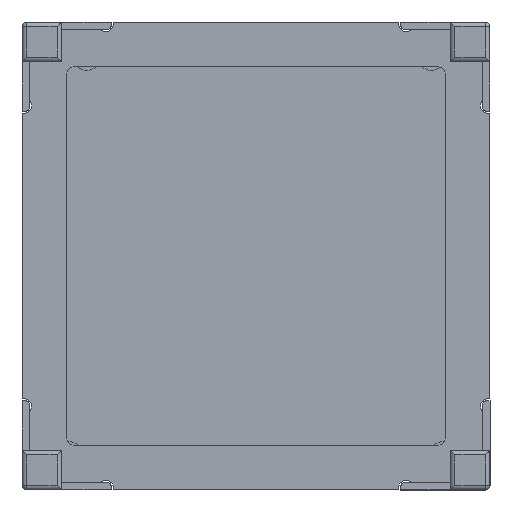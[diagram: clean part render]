
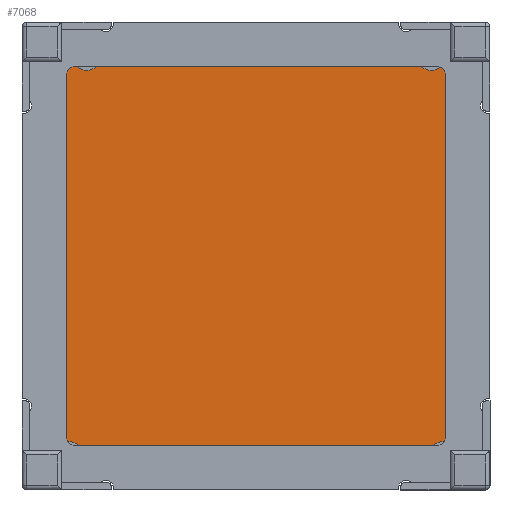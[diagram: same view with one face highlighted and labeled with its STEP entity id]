
A CAD part, front view. The second image highlights one B-rep face of the part: STEP entity #7068.
In plain terms, the highlighted face is planar.
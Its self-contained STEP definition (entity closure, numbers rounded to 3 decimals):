
#69 = LINE ( 'NONE', #4120, #3090 ) ;
#226 = EDGE_LOOP ( 'NONE', ( #11466, #11516 ) ) ;
#291 = EDGE_CURVE ( 'NONE', #3265, #15903, #6171, .T. ) ;
#364 = VERTEX_POINT ( 'NONE', #10254 ) ;
#450 = EDGE_CURVE ( 'NONE', #3277, #12413, #11607, .T. ) ;
#541 = ORIENTED_EDGE ( 'NONE', *, *, #13560, .F. ) ;
#761 = PLANE ( 'NONE',  #7469 ) ;
#767 = VECTOR ( 'NONE', #16591, 1000. ) ;
#1086 = DIRECTION ( 'NONE',  ( 1., 0., 0. ) ) ;
#1167 = CARTESIAN_POINT ( 'NONE',  ( 47.942, 45.085, 1.6 ) ) ;
#1239 = CARTESIAN_POINT ( 'NONE',  ( 39.687, 40.005, 1.6 ) ) ;
#1678 = DIRECTION ( 'NONE',  ( 0., 0., 1. ) ) ;
#1692 = CARTESIAN_POINT ( 'NONE',  ( -47.942, -45.085, 1.6 ) ) ;
#1719 = CIRCLE ( 'NONE', #3126, 3.175 ) ;
#1945 = VERTEX_POINT ( 'NONE', #2135 ) ;
#1994 = EDGE_CURVE ( 'NONE', #15903, #3265, #2848, .T. ) ;
#2037 = EDGE_LOOP ( 'NONE', ( #13388, #4530 ) ) ;
#2125 = CARTESIAN_POINT ( 'NONE',  ( 42.862, -40.005, 1.6 ) ) ;
#2135 = CARTESIAN_POINT ( 'NONE',  ( -47.942, -45.085, 1.6 ) ) ;
#2675 = DIRECTION ( 'NONE',  ( 0., 0., 1. ) ) ;
#2762 = CARTESIAN_POINT ( 'NONE',  ( 47.943, -45.085, 1.6 ) ) ;
#2848 = CIRCLE ( 'NONE', #16551, 3.175 ) ;
#2860 = CARTESIAN_POINT ( 'NONE',  ( -46.038, 37.465, 1.6 ) ) ;
#3090 = VECTOR ( 'NONE', #9470, 1000. ) ;
#3126 = AXIS2_PLACEMENT_3D ( 'NONE', #2125, #6144, #12469 ) ;
#3173 = EDGE_CURVE ( 'NONE', #12413, #3277, #7040, .T. ) ;
#3187 = LINE ( 'NONE', #1692, #767 ) ;
#3265 = VERTEX_POINT ( 'NONE', #11976 ) ;
#3277 = VERTEX_POINT ( 'NONE', #8362 ) ;
#3323 = FACE_OUTER_BOUND ( 'NONE', #5023, .T. ) ;
#3337 = CARTESIAN_POINT ( 'NONE',  ( -42.862, -36.195, 1.6 ) ) ;
#3415 = FACE_BOUND ( 'NONE', #226, .T. ) ;
#3526 = AXIS2_PLACEMENT_3D ( 'NONE', #4401, #1678, #8427 ) ;
#3664 = CARTESIAN_POINT ( 'NONE',  ( -47.943, 45.085, 1.6 ) ) ;
#3750 = CARTESIAN_POINT ( 'NONE',  ( 47.942, 45.085, 1.6 ) ) ;
#3794 = EDGE_CURVE ( 'NONE', #10233, #4464, #1719, .T. ) ;
#3878 = CIRCLE ( 'NONE', #8083, 3.175 ) ;
#4120 = CARTESIAN_POINT ( 'NONE',  ( -47.943, 45.085, 1.6 ) ) ;
#4229 = AXIS2_PLACEMENT_3D ( 'NONE', #13032, #2675, #1086 ) ;
#4401 = CARTESIAN_POINT ( 'NONE',  ( 42.862, 40.005, 1.6 ) ) ;
#4464 = VERTEX_POINT ( 'NONE', #14540 ) ;
#4501 = DIRECTION ( 'NONE',  ( 0., 0., 1. ) ) ;
#4530 = ORIENTED_EDGE ( 'NONE', *, *, #1994, .F. ) ;
#4642 = DIRECTION ( 'NONE',  ( 1., 0., 0. ) ) ;
#4849 = CARTESIAN_POINT ( 'NONE',  ( -42.862, -36.195, 1.6 ) ) ;
#4971 = DIRECTION ( 'NONE',  ( -1., 0., 0. ) ) ;
#4986 = VERTEX_POINT ( 'NONE', #1239 ) ;
#5023 = EDGE_LOOP ( 'NONE', ( #13960, #12375, #15504, #16318 ) ) ;
#5466 = CIRCLE ( 'NONE', #3526, 3.175 ) ;
#6100 = AXIS2_PLACEMENT_3D ( 'NONE', #6649, #10677, #9364 ) ;
#6115 = CARTESIAN_POINT ( 'NONE',  ( 0., 0., 1.6 ) ) ;
#6144 = DIRECTION ( 'NONE',  ( 0., 0., 1. ) ) ;
#6171 = CIRCLE ( 'NONE', #9556, 3.175 ) ;
#6576 = ORIENTED_EDGE ( 'NONE', *, *, #7726, .F. ) ;
#6649 = CARTESIAN_POINT ( 'NONE',  ( 42.862, 40.005, 1.6 ) ) ;
#7040 = CIRCLE ( 'NONE', #4229, 3.175 ) ;
#7068 = ADVANCED_FACE ( 'NONE', ( #15340, #3415, #3323, #8653, #15512 ), #761, .T. ) ;
#7168 = VERTEX_POINT ( 'NONE', #3750 ) ;
#7469 = AXIS2_PLACEMENT_3D ( 'NONE', #6115, #11465, #10159 ) ;
#7726 = EDGE_CURVE ( 'NONE', #4986, #364, #5466, .T. ) ;
#8051 = EDGE_LOOP ( 'NONE', ( #541, #6576 ) ) ;
#8083 = AXIS2_PLACEMENT_3D ( 'NONE', #8614, #4501, #11244 ) ;
#8258 = CARTESIAN_POINT ( 'NONE',  ( -47.943, 45.085, 1.6 ) ) ;
#8362 = CARTESIAN_POINT ( 'NONE',  ( -39.688, 37.465, 1.6 ) ) ;
#8427 = DIRECTION ( 'NONE',  ( 1., 0., 0. ) ) ;
#8614 = CARTESIAN_POINT ( 'NONE',  ( 42.862, -40.005, 1.6 ) ) ;
#8653 = FACE_BOUND ( 'NONE', #2037, .T. ) ;
#8708 = EDGE_CURVE ( 'NONE', #9349, #7168, #13200, .T. ) ;
#9084 = ORIENTED_EDGE ( 'NONE', *, *, #3173, .F. ) ;
#9295 = CARTESIAN_POINT ( 'NONE',  ( 46.037, -40.005, 1.6 ) ) ;
#9349 = VERTEX_POINT ( 'NONE', #2762 ) ;
#9364 = DIRECTION ( 'NONE',  ( 1., 0., 0. ) ) ;
#9470 = DIRECTION ( 'NONE',  ( 0., -1., 0. ) ) ;
#9485 = EDGE_CURVE ( 'NONE', #4464, #10233, #3878, .T. ) ;
#9556 = AXIS2_PLACEMENT_3D ( 'NONE', #3337, #16653, #4642 ) ;
#9642 = AXIS2_PLACEMENT_3D ( 'NONE', #15590, #16901, #16981 ) ;
#9741 = CIRCLE ( 'NONE', #6100, 3.175 ) ;
#10159 = DIRECTION ( 'NONE',  ( 1., 0., 0. ) ) ;
#10198 = DIRECTION ( 'NONE',  ( 0., 0., 1. ) ) ;
#10233 = VERTEX_POINT ( 'NONE', #9295 ) ;
#10254 = CARTESIAN_POINT ( 'NONE',  ( 46.037, 40.005, 1.6 ) ) ;
#10378 = DIRECTION ( 'NONE',  ( 0., 1., 0. ) ) ;
#10677 = DIRECTION ( 'NONE',  ( 0., 0., 1. ) ) ;
#11060 = VERTEX_POINT ( 'NONE', #8258 ) ;
#11244 = DIRECTION ( 'NONE',  ( 1., 0., 0. ) ) ;
#11465 = DIRECTION ( 'NONE',  ( 0., 0., 1. ) ) ;
#11466 = ORIENTED_EDGE ( 'NONE', *, *, #3794, .F. ) ;
#11516 = ORIENTED_EDGE ( 'NONE', *, *, #9485, .F. ) ;
#11526 = EDGE_CURVE ( 'NONE', #11060, #1945, #69, .T. ) ;
#11607 = CIRCLE ( 'NONE', #9642, 3.175 ) ;
#11976 = CARTESIAN_POINT ( 'NONE',  ( -39.688, -36.195, 1.6 ) ) ;
#12375 = ORIENTED_EDGE ( 'NONE', *, *, #16424, .T. ) ;
#12413 = VERTEX_POINT ( 'NONE', #2860 ) ;
#12469 = DIRECTION ( 'NONE',  ( 1., 0., 0. ) ) ;
#13032 = CARTESIAN_POINT ( 'NONE',  ( -42.863, 37.465, 1.6 ) ) ;
#13200 = LINE ( 'NONE', #1167, #15055 ) ;
#13388 = ORIENTED_EDGE ( 'NONE', *, *, #291, .F. ) ;
#13560 = EDGE_CURVE ( 'NONE', #364, #4986, #9741, .T. ) ;
#13717 = CARTESIAN_POINT ( 'NONE',  ( -46.037, -36.195, 1.6 ) ) ;
#13960 = ORIENTED_EDGE ( 'NONE', *, *, #8708, .T. ) ;
#14540 = CARTESIAN_POINT ( 'NONE',  ( 39.688, -40.005, 1.6 ) ) ;
#15055 = VECTOR ( 'NONE', #10378, 1000. ) ;
#15206 = VECTOR ( 'NONE', #4971, 1000. ) ;
#15340 = FACE_BOUND ( 'NONE', #16282, .T. ) ;
#15504 = ORIENTED_EDGE ( 'NONE', *, *, #11526, .T. ) ;
#15512 = FACE_BOUND ( 'NONE', #8051, .T. ) ;
#15551 = DIRECTION ( 'NONE',  ( 1., 0., 0. ) ) ;
#15590 = CARTESIAN_POINT ( 'NONE',  ( -42.863, 37.465, 1.6 ) ) ;
#15846 = ORIENTED_EDGE ( 'NONE', *, *, #450, .F. ) ;
#15885 = EDGE_CURVE ( 'NONE', #1945, #9349, #3187, .T. ) ;
#15903 = VERTEX_POINT ( 'NONE', #13717 ) ;
#16282 = EDGE_LOOP ( 'NONE', ( #15846, #9084 ) ) ;
#16318 = ORIENTED_EDGE ( 'NONE', *, *, #15885, .T. ) ;
#16424 = EDGE_CURVE ( 'NONE', #7168, #11060, #17069, .T. ) ;
#16551 = AXIS2_PLACEMENT_3D ( 'NONE', #4849, #10198, #15551 ) ;
#16591 = DIRECTION ( 'NONE',  ( 1., 0., 0. ) ) ;
#16653 = DIRECTION ( 'NONE',  ( 0., 0., 1. ) ) ;
#16901 = DIRECTION ( 'NONE',  ( 0., 0., 1. ) ) ;
#16981 = DIRECTION ( 'NONE',  ( 1., 0., 0. ) ) ;
#17069 = LINE ( 'NONE', #3664, #15206 ) ;
